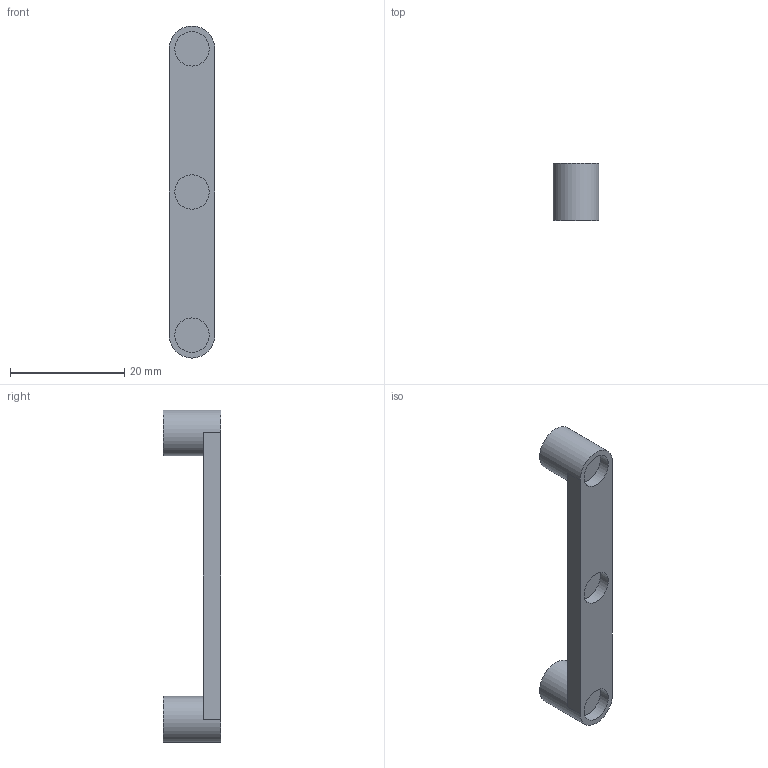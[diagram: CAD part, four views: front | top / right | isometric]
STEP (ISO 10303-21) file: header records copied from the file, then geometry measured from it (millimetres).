
FILE_DESCRIPTION(/* description */ (''),/* implementation_level */ '2;1');
FILE_NAME(/* name */ 'Base With Magnets.stp',/* time_stamp */ '2024-11-06T19:14:04+01:00',/* author */ ('wszaf'),/* organization */ (''),/* preprocessor_version */ 'ST-DEVELOPER v20',/* originating_system */ 'Autodesk Inventor 2024',/* authorisation */ '');
FILE_SCHEMA (('AUTOMOTIVE_DESIGN { 1 0 10303 214 3 1 1 }'));
Length unit declared in the file: millimetre
Products named in the file (1): Base Diameter 8 Lenght 50
Bounding box: 8 x 10 x 58 mm (x, y, z)
Volume: 1884.9 mm3; surface area: 1740.9 mm2
Topology: 1 solids, 1 shells, 14 faces, 25 edges, 16 vertices
Faces by surface type: plane 9, cylinder 5
Full cylindrical faces by diameter (mm): 6 x3, 8 x2
Entity records: 388 total; most frequent: DIRECTION 67, CARTESIAN_POINT 56, ORIENTED_EDGE 50, AXIS2_PLACEMENT_3D 27, EDGE_CURVE 25, EDGE_LOOP 17, VERTEX_POINT 16, FACE_OUTER_BOUND 14
